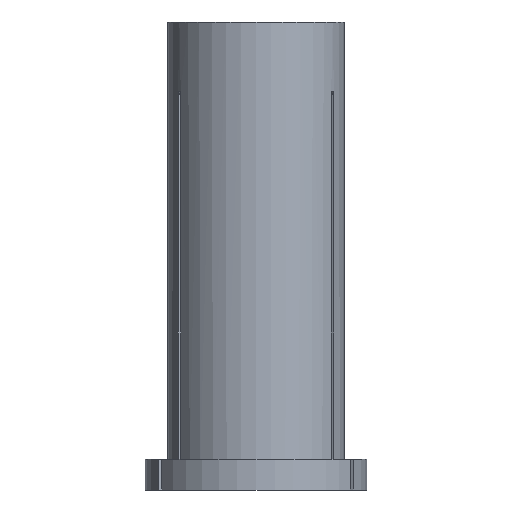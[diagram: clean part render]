
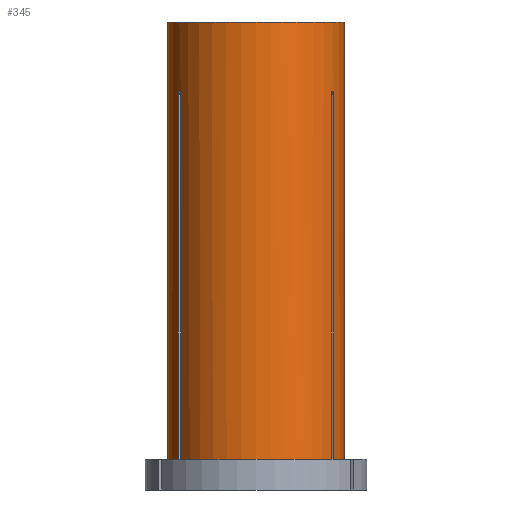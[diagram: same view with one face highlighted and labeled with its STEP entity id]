
A CAD part, front view. The second image highlights one B-rep face of the part: STEP entity #345.
In plain terms, the highlighted cylindrical face has radius 10 mm (diameter 20 mm), a partial arc.
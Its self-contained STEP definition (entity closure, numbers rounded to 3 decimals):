
#54 = CARTESIAN_POINT ( 'NONE',  ( 0., 0., -49.4 ) ) ;
#64 = DIRECTION ( 'NONE',  ( 0., 0., 1. ) ) ;
#66 = CARTESIAN_POINT ( 'NONE',  ( 8.506, -5.258, -7.905 ) ) ;
#74 = DIRECTION ( 'NONE',  ( 0., 0., 1. ) ) ;
#77 = ORIENTED_EDGE ( 'NONE', *, *, #318, .T. ) ;
#80 = DIRECTION ( 'NONE',  ( 0., 0., 1. ) ) ;
#83 = CARTESIAN_POINT ( 'NONE',  ( 8.506, -5.258, -7.905 ) ) ;
#94 = VERTEX_POINT ( 'NONE', #388 ) ;
#107 = EDGE_CURVE ( 'NONE', #772, #372, #1504, .T. ) ;
#110 = LINE ( 'NONE', #1460, #390 ) ;
#146 = CARTESIAN_POINT ( 'NONE',  ( 0., 0., -49.4 ) ) ;
#161 = ORIENTED_EDGE ( 'NONE', *, *, #951, .T. ) ;
#184 = DIRECTION ( 'NONE',  ( 1., 0., 0. ) ) ;
#195 = CARTESIAN_POINT ( 'NONE',  ( 8.806, -4.738, -7.905 ) ) ;
#198 = CARTESIAN_POINT ( 'NONE',  ( 8.806, -4.738, -49.4 ) ) ;
#225 = VERTEX_POINT ( 'NONE', #1378 ) ;
#242 = VECTOR ( 'NONE', #250, 1000. ) ;
#250 = DIRECTION ( 'NONE',  ( 0., 0., 1. ) ) ;
#258 = VECTOR ( 'NONE', #489, 1000. ) ;
#264 = DIRECTION ( 'NONE',  ( 1., 0., 0. ) ) ;
#269 = CARTESIAN_POINT ( 'NONE',  ( -8.661, -5.002, -7.898 ) ) ;
#281 = CIRCLE ( 'NONE', #1087, 10. ) ;
#287 = CARTESIAN_POINT ( 'NONE',  ( 0., 0., -49.4 ) ) ;
#316 = CARTESIAN_POINT ( 'NONE',  ( 0., 0., 0. ) ) ;
#318 = EDGE_CURVE ( 'NONE', #396, #1006, #862, .T. ) ;
#345 = ADVANCED_FACE ( 'NONE', ( #948 ), #584, .T. ) ;
#360 = EDGE_CURVE ( 'NONE', #94, #705, #620, .T. ) ;
#372 = VERTEX_POINT ( 'NONE', #607 ) ;
#377 = CARTESIAN_POINT ( 'NONE',  ( 8.506, -5.258, -49.4 ) ) ;
#381 = CARTESIAN_POINT ( 'NONE',  ( 0., 0., 0. ) ) ;
#388 = CARTESIAN_POINT ( 'NONE',  ( 10., 0., -49.4 ) ) ;
#390 = VECTOR ( 'NONE', #80, 1000. ) ;
#396 = VERTEX_POINT ( 'NONE', #83 ) ;
#400 = CARTESIAN_POINT ( 'NONE',  ( -8.806, -4.738, -7.905 ) ) ;
#410 = DIRECTION ( 'NONE',  ( 1., 0., 0. ) ) ;
#413 = CARTESIAN_POINT ( 'NONE',  ( 8.506, -5.258, 0. ) ) ;
#429 = CARTESIAN_POINT ( 'NONE',  ( 8.662, -5., -7.898 ) ) ;
#458 = VERTEX_POINT ( 'NONE', #377 ) ;
#459 = ORIENTED_EDGE ( 'NONE', *, *, #107, .T. ) ;
#481 = ORIENTED_EDGE ( 'NONE', *, *, #1265, .T. ) ;
#489 = DIRECTION ( 'NONE',  ( 0., 0., 1. ) ) ;
#507 = DIRECTION ( 'NONE',  ( 0., 0., 1. ) ) ;
#517 = AXIS2_PLACEMENT_3D ( 'NONE', #54, #910, #184 ) ;
#518 = CARTESIAN_POINT ( 'NONE',  ( -8.506, -5.258, 0. ) ) ;
#528 = AXIS2_PLACEMENT_3D ( 'NONE', #316, #74, #1324 ) ;
#538 = VERTEX_POINT ( 'NONE', #1588 ) ;
#584 = CYLINDRICAL_SURFACE ( 'NONE', #528, 10. ) ;
#589 = CARTESIAN_POINT ( 'NONE',  ( -10., 0., -49.4 ) ) ;
#607 = CARTESIAN_POINT ( 'NONE',  ( -8.506, -5.258, -7.905 ) ) ;
#620 = LINE ( 'NONE', #682, #258 ) ;
#636 = CARTESIAN_POINT ( 'NONE',  ( -8.506, -5.258, -7.905 ) ) ;
#669 = CARTESIAN_POINT ( 'NONE',  ( 8.559, -5.172, -7.902 ) ) ;
#682 = CARTESIAN_POINT ( 'NONE',  ( 10., 0., 0. ) ) ;
#702 = CIRCLE ( 'NONE', #1402, 10. ) ;
#705 = VERTEX_POINT ( 'NONE', #888 ) ;
#725 = ORIENTED_EDGE ( 'NONE', *, *, #1591, .T. ) ;
#750 = EDGE_CURVE ( 'NONE', #538, #372, #1075, .T. ) ;
#768 = ORIENTED_EDGE ( 'NONE', *, *, #360, .T. ) ;
#772 = VERTEX_POINT ( 'NONE', #400 ) ;
#781 = CARTESIAN_POINT ( 'NONE',  ( -8.806, -4.738, -49.4 ) ) ;
#792 = CARTESIAN_POINT ( 'NONE',  ( -8.806, -4.738, 0. ) ) ;
#831 = CIRCLE ( 'NONE', #517, 10. ) ;
#834 = EDGE_CURVE ( 'NONE', #458, #396, #946, .T. ) ;
#858 = CARTESIAN_POINT ( 'NONE',  ( -10., 0., 0. ) ) ;
#862 = B_SPLINE_CURVE_WITH_KNOTS ( 'NONE', 3,
 ( #66, #669, #429, #920, #195 ),
 .UNSPECIFIED., .F., .F.,
 ( 4, 1, 4 ),
 ( 0.075, 0.075, 0.075 ),
 .UNSPECIFIED. ) ;
#888 = CARTESIAN_POINT ( 'NONE',  ( 10., 0., 0. ) ) ;
#900 = VERTEX_POINT ( 'NONE', #781 ) ;
#910 = DIRECTION ( 'NONE',  ( 0., 0., 1. ) ) ;
#920 = CARTESIAN_POINT ( 'NONE',  ( 8.759, -4.826, -7.902 ) ) ;
#946 = LINE ( 'NONE', #413, #1343 ) ;
#948 = FACE_OUTER_BOUND ( 'NONE', #1086, .T. ) ;
#951 = EDGE_CURVE ( 'NONE', #900, #772, #1446, .T. ) ;
#1000 = DIRECTION ( 'NONE',  ( 0., 0., 1. ) ) ;
#1006 = VERTEX_POINT ( 'NONE', #1059 ) ;
#1009 = DIRECTION ( 'NONE',  ( 0., 0., 1. ) ) ;
#1020 = EDGE_CURVE ( 'NONE', #1616, #1006, #110, .T. ) ;
#1032 = VECTOR ( 'NONE', #1009, 1000. ) ;
#1059 = CARTESIAN_POINT ( 'NONE',  ( 8.806, -4.738, -7.905 ) ) ;
#1075 = LINE ( 'NONE', #518, #1032 ) ;
#1086 = EDGE_LOOP ( 'NONE', ( #1362, #725, #161, #459, #1088, #481, #1491, #77, #1354, #1305, #768, #1126 ) ) ;
#1087 = AXIS2_PLACEMENT_3D ( 'NONE', #381, #507, #1399 ) ;
#1088 = ORIENTED_EDGE ( 'NONE', *, *, #750, .F. ) ;
#1125 = VERTEX_POINT ( 'NONE', #589 ) ;
#1126 = ORIENTED_EDGE ( 'NONE', *, *, #1257, .F. ) ;
#1142 = CARTESIAN_POINT ( 'NONE',  ( -8.759, -4.826, -7.902 ) ) ;
#1158 = DIRECTION ( 'NONE',  ( 0., 0., 1. ) ) ;
#1159 = DIRECTION ( 'NONE',  ( 0., 0., 1. ) ) ;
#1178 = AXIS2_PLACEMENT_3D ( 'NONE', #146, #1000, #264 ) ;
#1226 = EDGE_CURVE ( 'NONE', #1125, #225, #1231, .T. ) ;
#1231 = LINE ( 'NONE', #858, #242 ) ;
#1257 = EDGE_CURVE ( 'NONE', #225, #705, #281, .T. ) ;
#1265 = EDGE_CURVE ( 'NONE', #538, #458, #1549, .T. ) ;
#1266 = CARTESIAN_POINT ( 'NONE',  ( -8.806, -4.738, -7.905 ) ) ;
#1305 = ORIENTED_EDGE ( 'NONE', *, *, #1469, .T. ) ;
#1324 = DIRECTION ( 'NONE',  ( 1., 0., 0. ) ) ;
#1343 = VECTOR ( 'NONE', #1159, 1000. ) ;
#1354 = ORIENTED_EDGE ( 'NONE', *, *, #1020, .F. ) ;
#1362 = ORIENTED_EDGE ( 'NONE', *, *, #1226, .F. ) ;
#1378 = CARTESIAN_POINT ( 'NONE',  ( -10., 0., 0. ) ) ;
#1399 = DIRECTION ( 'NONE',  ( 1., 0., 0. ) ) ;
#1402 = AXIS2_PLACEMENT_3D ( 'NONE', #287, #1158, #410 ) ;
#1409 = CARTESIAN_POINT ( 'NONE',  ( -8.559, -5.173, -7.902 ) ) ;
#1446 = LINE ( 'NONE', #792, #1483 ) ;
#1460 = CARTESIAN_POINT ( 'NONE',  ( 8.806, -4.738, 0. ) ) ;
#1469 = EDGE_CURVE ( 'NONE', #1616, #94, #702, .T. ) ;
#1483 = VECTOR ( 'NONE', #64, 1000. ) ;
#1491 = ORIENTED_EDGE ( 'NONE', *, *, #834, .T. ) ;
#1504 = B_SPLINE_CURVE_WITH_KNOTS ( 'NONE', 3,
 ( #1266, #1142, #269, #1409, #636 ),
 .UNSPECIFIED., .F., .F.,
 ( 4, 1, 4 ),
 ( 0.069, 0.069, 0.07 ),
 .UNSPECIFIED. ) ;
#1549 = CIRCLE ( 'NONE', #1178, 10. ) ;
#1588 = CARTESIAN_POINT ( 'NONE',  ( -8.506, -5.258, -49.4 ) ) ;
#1591 = EDGE_CURVE ( 'NONE', #1125, #900, #831, .T. ) ;
#1616 = VERTEX_POINT ( 'NONE', #198 ) ;
